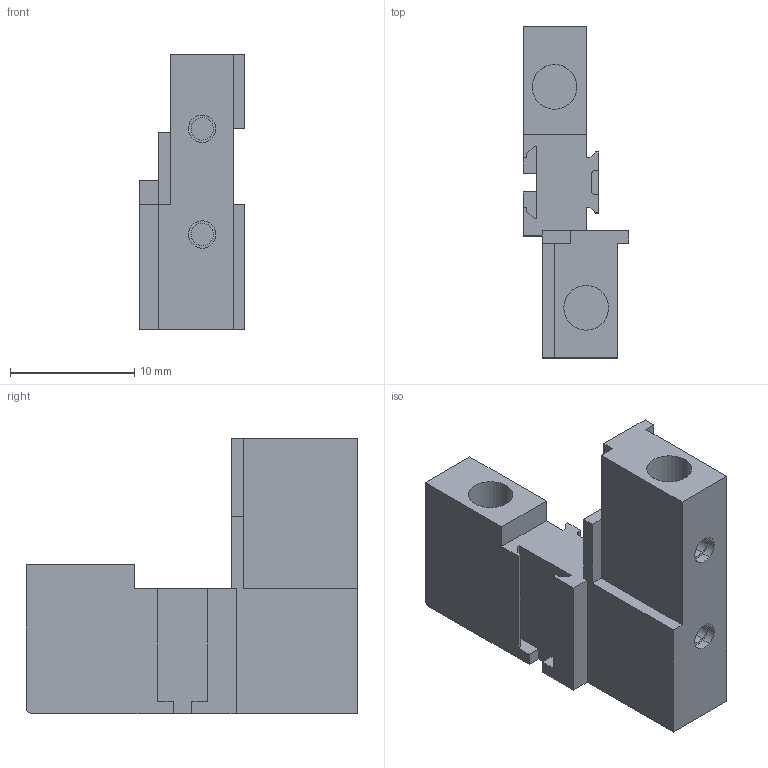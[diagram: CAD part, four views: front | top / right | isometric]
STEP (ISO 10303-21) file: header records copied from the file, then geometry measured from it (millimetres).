
FILE_DESCRIPTION(('CATIA V5 STEP Exchange','CAx-IF Rec.Pracs.--- Model Styling and Organization---1.2---2011-12-15'),'2;1');
FILE_NAME ('D1453015_0', '2018-11-15T12:28:27+00:00', ('none'), ('Weidmueller'), 'CATIA Version 5-6 Release 2014', 'CATIA V5 STEP AP214', 'none');
FILE_SCHEMA(('AUTOMOTIVE_DESIGN { 1 0 10303 214 1 1 1 1 }'));
Length unit declared in the file: millimetre
Products named in the file (1): 1594200000
Bounding box: 8.52 x 26.68 x 22.16 mm (x, y, z)
Volume: 1764 mm3; surface area: 2049.9 mm2
Topology: 1 solids, 1 shells, 102 faces, 265 edges, 176 vertices
Faces by surface type: plane 74, cylinder 28
Entity records: 2935 total; most frequent: ORIENTED_EDGE 530, CARTESIAN_POINT 516, DIRECTION 413, EDGE_CURVE 265, VECTOR 209, LINE 209, VERTEX_POINT 176, AXIS2_PLACEMENT_3D 131
